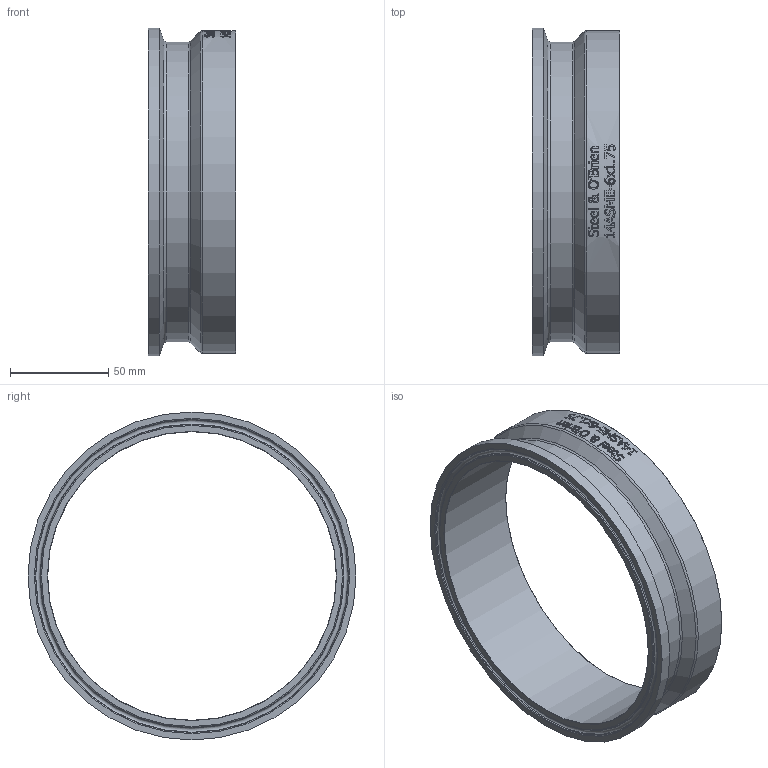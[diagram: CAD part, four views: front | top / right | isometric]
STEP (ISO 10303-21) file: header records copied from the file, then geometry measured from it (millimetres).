
FILE_DESCRIPTION(/* description */ (''),/* implementation_level */ '2;1');
FILE_NAME(/* name */ '14ASME-6X1.75.stp',/* time_stamp */ '2021-09-22T16:47:06-04:00',/* author */ ('rick'),/* organization */ (''),/* preprocessor_version */ 'ST-DEVELOPER v18',/* originating_system */ 'Autodesk Inventor 2020',/* authorisation */ '');
FILE_SCHEMA (('AUTOMOTIVE_DESIGN { 1 0 10303 214 3 1 1 }'));
Length unit declared in the file: inch
Products named in the file (1): 14ASME-6X1.75
Bounding box: 44.45 x 166.88 x 166.88 mm (x, y, z)
Volume: 141214.3 mm3; surface area: 56333.8 mm2
Topology: 1 solids, 1 shells, 417 faces, 1147 edges, 771 vertices
Faces by surface type: plane 193, bspline 169, cylinder 42, torus 9, cone 4
Full cylindrical faces by diameter (mm): 146.863 x1, 152.4 x1, 164.135 x1, 166.878 x1
Entity records: 17088 total; most frequent: CARTESIAN_POINT 7237, ORIENTED_EDGE 2294, DIRECTION 1601, EDGE_CURVE 1147, VERTEX_POINT 771, AXIS2_PLACEMENT_3D 543, LINE 515, VECTOR 515
